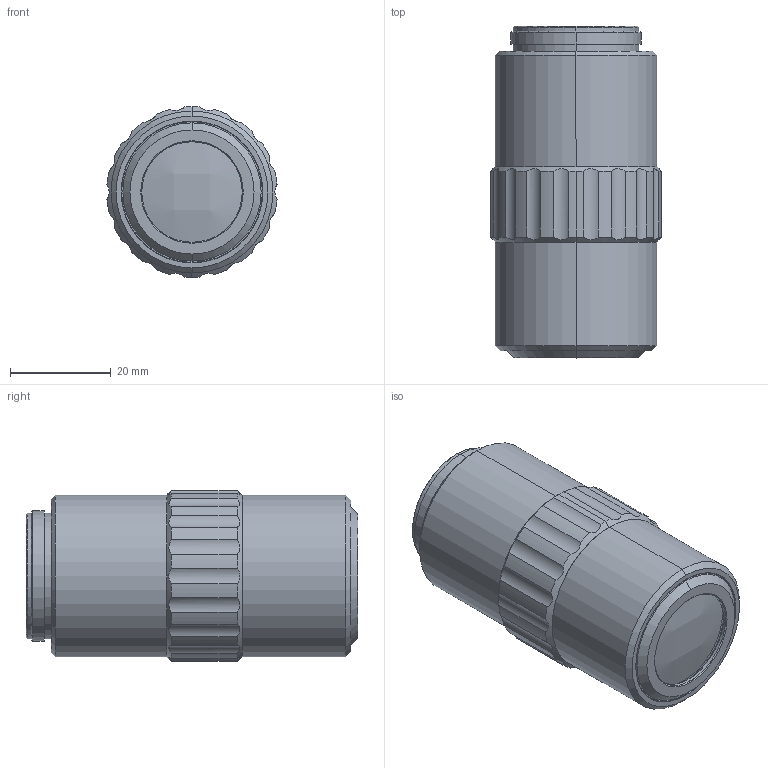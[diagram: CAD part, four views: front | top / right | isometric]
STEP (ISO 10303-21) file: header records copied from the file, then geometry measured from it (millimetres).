
FILE_DESCRIPTION (( 'STEP AP203' ), '1' );
FILE_NAME ('Web Model 46142_Default.step', '2019-01-03T15:20:41', ( '' ), ( '' ), 'SwSTEP 2.0', 'SolidWorks 2016', '' );
FILE_SCHEMA (( 'CONFIG_CONTROL_DESIGN' ));
Length unit declared in the file: millimetre
Products named in the file (1): Web Model 46142_Default
Bounding box: 33.86 x 66 x 34 mm (x, y, z)
Volume: 50002.3 mm3; surface area: 9994.1 mm2
Topology: 1 solids, 1 shells, 115 faces, 274 edges, 173 vertices
Faces by surface type: cylinder 69, cone 32, plane 13, bspline 1
Entity records: 3915 total; most frequent: CARTESIAN_POINT 1160, DIRECTION 581, ORIENTED_EDGE 548, EDGE_CURVE 274, AXIS2_PLACEMENT_3D 240, VERTEX_POINT 173, EDGE_LOOP 127, CIRCLE 125
